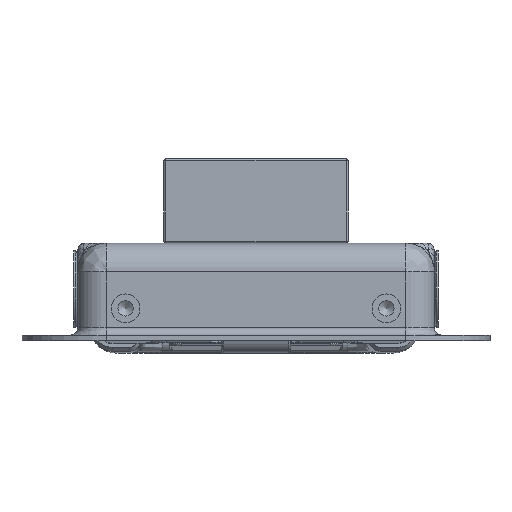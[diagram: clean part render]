
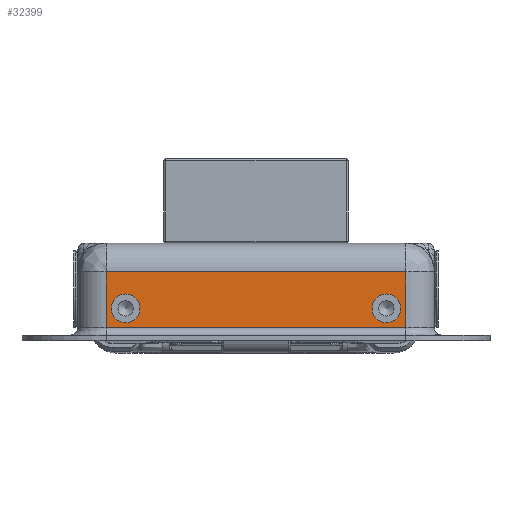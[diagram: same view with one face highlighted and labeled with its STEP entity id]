
A CAD part, front view. The second image highlights one B-rep face of the part: STEP entity #32399.
In plain terms, the highlighted face is planar.
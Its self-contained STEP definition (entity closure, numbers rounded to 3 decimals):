
#328 = VECTOR ( 'NONE', #18094, 1000. ) ;
#891 = CARTESIAN_POINT ( 'NONE',  ( -24.5, -4.5, -46.5 ) ) ;
#8045 = CIRCLE ( 'NONE', #58073, 3. ) ;
#8122 = DIRECTION ( 'NONE',  ( 0., 0., -1. ) ) ;
#8237 = AXIS2_PLACEMENT_3D ( 'NONE', #59262, #40246, #77980 ) ;
#8255 = EDGE_CURVE ( 'NONE', #67837, #30526, #17269, .T. ) ;
#8288 = ORIENTED_EDGE ( 'NONE', *, *, #50038, .T. ) ;
#10382 = CARTESIAN_POINT ( 'NONE',  ( -24.5, 10., -39. ) ) ;
#10932 = CARTESIAN_POINT ( 'NONE',  ( -24.5, 5., 31. ) ) ;
#12941 = CARTESIAN_POINT ( 'NONE',  ( -24.5, -4.5, 39. ) ) ;
#12970 = FACE_BOUND ( 'NONE', #14406, .T. ) ;
#13140 = DIRECTION ( 'NONE',  ( 1., 0., 0. ) ) ;
#13337 = CARTESIAN_POINT ( 'NONE',  ( -24.5, 10., 39. ) ) ;
#13966 = CARTESIAN_POINT ( 'NONE',  ( -24.5, 5., -34. ) ) ;
#14406 = EDGE_LOOP ( 'NONE', ( #8288 ) ) ;
#15941 = EDGE_CURVE ( 'NONE', #43761, #67837, #75250, .T. ) ;
#17269 = LINE ( 'NONE', #49499, #328 ) ;
#17888 = FACE_OUTER_BOUND ( 'NONE', #63604, .T. ) ;
#18094 = DIRECTION ( 'NONE',  ( 0., -1., 0. ) ) ;
#18225 = VERTEX_POINT ( 'NONE', #62054 ) ;
#18329 = CARTESIAN_POINT ( 'NONE',  ( -24.5, 5., 34. ) ) ;
#19030 = CARTESIAN_POINT ( 'NONE',  ( -24.5, 17., 39. ) ) ;
#20247 = VECTOR ( 'NONE', #44782, 1000. ) ;
#25170 = CIRCLE ( 'NONE', #80856, 3. ) ;
#26543 = DIRECTION ( 'NONE',  ( 0., 0., -1. ) ) ;
#28210 = VERTEX_POINT ( 'NONE', #10932 ) ;
#29739 = ORIENTED_EDGE ( 'NONE', *, *, #79983, .T. ) ;
#30526 = VERTEX_POINT ( 'NONE', #70933 ) ;
#30769 = DIRECTION ( 'NONE',  ( 0., 1., 0. ) ) ;
#32399 = ADVANCED_FACE ( 'NONE', ( #80934, #12970, #17888 ), #40542, .T. ) ;
#34069 = EDGE_CURVE ( 'NONE', #74434, #30526, #63767, .T. ) ;
#40246 = DIRECTION ( 'NONE',  ( -1., 0., 0. ) ) ;
#40542 = PLANE ( 'NONE',  #8237 ) ;
#43761 = VERTEX_POINT ( 'NONE', #13337 ) ;
#44782 = DIRECTION ( 'NONE',  ( 0., 0., -1. ) ) ;
#49499 = CARTESIAN_POINT ( 'NONE',  ( -24.5, 17., -39. ) ) ;
#50038 = EDGE_CURVE ( 'NONE', #28210, #28210, #25170, .T. ) ;
#51133 = DIRECTION ( 'NONE',  ( 1., 0., 0. ) ) ;
#52069 = EDGE_CURVE ( 'NONE', #18225, #18225, #8045, .T. ) ;
#54876 = ORIENTED_EDGE ( 'NONE', *, *, #8255, .T. ) ;
#57802 = DIRECTION ( 'NONE',  ( 0., 0., -1. ) ) ;
#58073 = AXIS2_PLACEMENT_3D ( 'NONE', #13966, #13140, #26543 ) ;
#58426 = CARTESIAN_POINT ( 'NONE',  ( -24.5, 10., -46.5 ) ) ;
#59262 = CARTESIAN_POINT ( 'NONE',  ( -24.5, 17., -46.5 ) ) ;
#62054 = CARTESIAN_POINT ( 'NONE',  ( -24.5, 5., -37. ) ) ;
#63516 = VECTOR ( 'NONE', #30769, 1000. ) ;
#63604 = EDGE_LOOP ( 'NONE', ( #81322, #29739, #80133, #54876 ) ) ;
#63767 = LINE ( 'NONE', #891, #69794 ) ;
#64687 = ORIENTED_EDGE ( 'NONE', *, *, #52069, .T. ) ;
#67837 = VERTEX_POINT ( 'NONE', #10382 ) ;
#69794 = VECTOR ( 'NONE', #8122, 1000. ) ;
#70933 = CARTESIAN_POINT ( 'NONE',  ( -24.5, -4.5, -39. ) ) ;
#72759 = EDGE_LOOP ( 'NONE', ( #64687 ) ) ;
#74434 = VERTEX_POINT ( 'NONE', #12941 ) ;
#75250 = LINE ( 'NONE', #58426, #20247 ) ;
#77980 = DIRECTION ( 'NONE',  ( 0., 0., 1. ) ) ;
#79983 = EDGE_CURVE ( 'NONE', #74434, #43761, #80459, .T. ) ;
#80133 = ORIENTED_EDGE ( 'NONE', *, *, #15941, .T. ) ;
#80459 = LINE ( 'NONE', #19030, #63516 ) ;
#80856 = AXIS2_PLACEMENT_3D ( 'NONE', #18329, #51133, #57802 ) ;
#80934 = FACE_BOUND ( 'NONE', #72759, .T. ) ;
#81322 = ORIENTED_EDGE ( 'NONE', *, *, #34069, .F. ) ;
